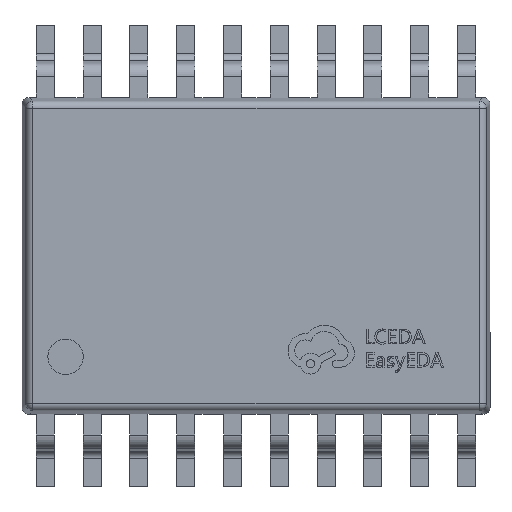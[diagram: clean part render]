
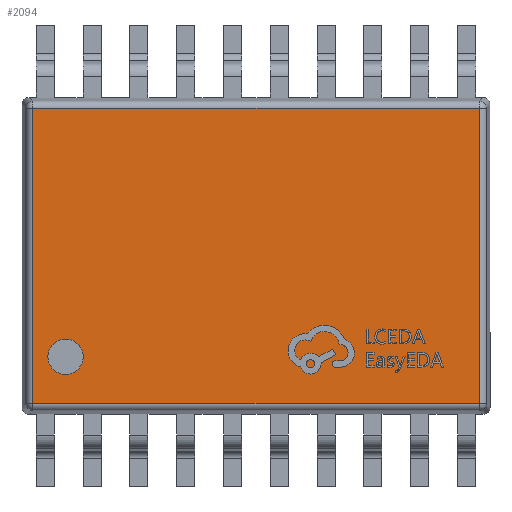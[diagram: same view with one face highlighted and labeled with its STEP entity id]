
A CAD part, top view. The second image highlights one B-rep face of the part: STEP entity #2094.
In plain terms, the highlighted planar face has unit normal (0, 0, 1).
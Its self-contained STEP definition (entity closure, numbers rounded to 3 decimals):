
#568 = VERTEX_POINT ( 'NONE', #12525 ) ;
#1181 = AXIS2_PLACEMENT_3D ( 'NONE', #17588, #11127, #10516 ) ;
#1397 = VERTEX_POINT ( 'NONE', #11726 ) ;
#2094 = ADVANCED_FACE ( 'NONE', ( #26178, #18937 ), #5967, .T. ) ;
#2949 = DIRECTION ( 'NONE',  ( 1., 0., 0. ) ) ;
#4195 = VERTEX_POINT ( 'NONE', #28349 ) ;
#4353 = DIRECTION ( 'NONE',  ( 0., 0., 1. ) ) ;
#5365 = CARTESIAN_POINT ( 'NONE',  ( -2.891, -1.4, 0.45 ) ) ;
#5490 = LINE ( 'NONE', #6172, #18053 ) ;
#5967 = PLANE ( 'NONE',  #1181 ) ;
#6172 = CARTESIAN_POINT ( 'NONE',  ( 3.187, -2.05, 0.45 ) ) ;
#6265 = LINE ( 'NONE', #15523, #17629 ) ;
#6728 = EDGE_CURVE ( 'NONE', #4195, #568, #5490, .T. ) ;
#9243 = EDGE_LOOP ( 'NONE', ( #27211, #26672 ) ) ;
#9792 = EDGE_CURVE ( 'NONE', #14388, #1397, #16278, .T. ) ;
#10516 = DIRECTION ( 'NONE',  ( 1., 0., 0. ) ) ;
#10656 = AXIS2_PLACEMENT_3D ( 'NONE', #20139, #4353, #20278 ) ;
#10768 = ORIENTED_EDGE ( 'NONE', *, *, #6728, .T. ) ;
#10993 = EDGE_CURVE ( 'NONE', #19969, #4195, #6265, .T. ) ;
#11119 = CARTESIAN_POINT ( 'NONE',  ( -3.187, 2.05, 0.45 ) ) ;
#11127 = DIRECTION ( 'NONE',  ( 0., 0., 1. ) ) ;
#11726 = CARTESIAN_POINT ( 'NONE',  ( -2.399, -1.4, 0.45 ) ) ;
#11748 = ORIENTED_EDGE ( 'NONE', *, *, #10993, .T. ) ;
#12233 = DIRECTION ( 'NONE',  ( 1., 0., 0. ) ) ;
#12298 = CIRCLE ( 'NONE', #20332, 0.246 ) ;
#12525 = CARTESIAN_POINT ( 'NONE',  ( 3.1, -2.05, 0.45 ) ) ;
#13297 = DIRECTION ( 'NONE',  ( 0., -1., 0. ) ) ;
#14388 = VERTEX_POINT ( 'NONE', #5365 ) ;
#14878 = CARTESIAN_POINT ( 'NONE',  ( 3.1, 2.137, 0.45 ) ) ;
#15159 = DIRECTION ( 'NONE',  ( 0., 1., 0. ) ) ;
#15365 = EDGE_CURVE ( 'NONE', #1397, #14388, #12298, .T. ) ;
#15523 = CARTESIAN_POINT ( 'NONE',  ( -3.1, -2.137, 0.45 ) ) ;
#16278 = CIRCLE ( 'NONE', #10656, 0.246 ) ;
#16820 = CARTESIAN_POINT ( 'NONE',  ( -2.645, -1.4, 0.45 ) ) ;
#17088 = LINE ( 'NONE', #14878, #28329 ) ;
#17588 = CARTESIAN_POINT ( 'NONE',  ( 0., 0., 0.45 ) ) ;
#17629 = VECTOR ( 'NONE', #13297, 1000. ) ;
#18039 = LINE ( 'NONE', #11119, #24412 ) ;
#18053 = VECTOR ( 'NONE', #2949, 1000. ) ;
#18937 = FACE_BOUND ( 'NONE', #9243, .T. ) ;
#19316 = ORIENTED_EDGE ( 'NONE', *, *, #29113, .T. ) ;
#19969 = VERTEX_POINT ( 'NONE', #25429 ) ;
#20139 = CARTESIAN_POINT ( 'NONE',  ( -2.645, -1.4, 0.45 ) ) ;
#20275 = CARTESIAN_POINT ( 'NONE',  ( 3.1, 2.05, 0.45 ) ) ;
#20278 = DIRECTION ( 'NONE',  ( 1., 0., 0. ) ) ;
#20332 = AXIS2_PLACEMENT_3D ( 'NONE', #16820, #28655, #12233 ) ;
#24412 = VECTOR ( 'NONE', #26609, 1000. ) ;
#24774 = ORIENTED_EDGE ( 'NONE', *, *, #27420, .T. ) ;
#25429 = CARTESIAN_POINT ( 'NONE',  ( -3.1, 2.05, 0.45 ) ) ;
#26178 = FACE_OUTER_BOUND ( 'NONE', #27694, .T. ) ;
#26609 = DIRECTION ( 'NONE',  ( -1., 0., 0. ) ) ;
#26672 = ORIENTED_EDGE ( 'NONE', *, *, #9792, .F. ) ;
#27173 = VERTEX_POINT ( 'NONE', #20275 ) ;
#27211 = ORIENTED_EDGE ( 'NONE', *, *, #15365, .F. ) ;
#27420 = EDGE_CURVE ( 'NONE', #27173, #19969, #18039, .T. ) ;
#27694 = EDGE_LOOP ( 'NONE', ( #10768, #19316, #24774, #11748 ) ) ;
#28329 = VECTOR ( 'NONE', #15159, 1000. ) ;
#28349 = CARTESIAN_POINT ( 'NONE',  ( -3.1, -2.05, 0.45 ) ) ;
#28655 = DIRECTION ( 'NONE',  ( 0., 0., 1. ) ) ;
#29113 = EDGE_CURVE ( 'NONE', #568, #27173, #17088, .T. ) ;
